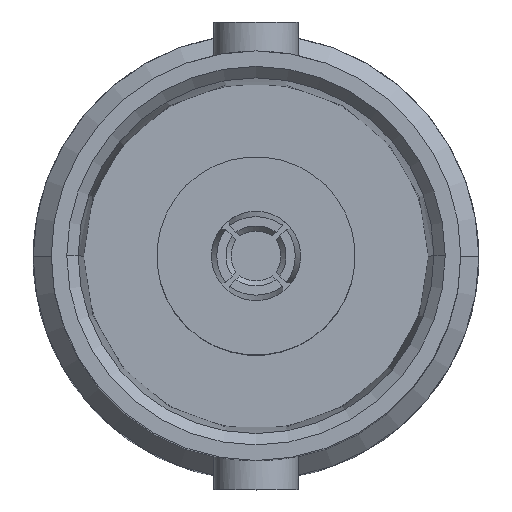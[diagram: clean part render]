
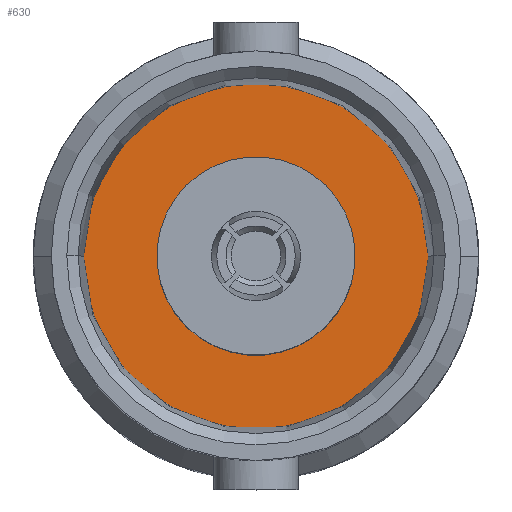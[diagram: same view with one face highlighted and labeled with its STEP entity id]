
A CAD part, top view. The second image highlights one B-rep face of the part: STEP entity #630.
In plain terms, the highlighted planar face has unit normal (0, 0, 1).
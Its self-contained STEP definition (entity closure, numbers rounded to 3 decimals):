
#571 = VERTEX_POINT('',#572);
#572 = CARTESIAN_POINT('',(-4.064,0.,5.093));
#578 = EDGE_CURVE('',#571,#579,#581,.T.);
#579 = VERTEX_POINT('',#580);
#580 = CARTESIAN_POINT('',(4.064,0.,5.093));
#581 = CIRCLE('',#582,4.064);
#582 = AXIS2_PLACEMENT_3D('',#583,#584,#585);
#583 = CARTESIAN_POINT('',(0.,0.,5.093));
#584 = DIRECTION('',(0.,0.,1.));
#585 = DIRECTION('',(-1.,0.,0.));
#601 = EDGE_CURVE('',#579,#602,#604,.T.);
#602 = VERTEX_POINT('',#603);
#603 = CARTESIAN_POINT('',(0.,4.064,5.093));
#604 = CIRCLE('',#605,4.064);
#605 = AXIS2_PLACEMENT_3D('',#606,#607,#608);
#606 = CARTESIAN_POINT('',(0.,0.,5.093));
#607 = DIRECTION('',(0.,0.,1.));
#608 = DIRECTION('',(1.,0.,-0.));
#610 = EDGE_CURVE('',#602,#571,#611,.T.);
#611 = CIRCLE('',#612,4.064);
#612 = AXIS2_PLACEMENT_3D('',#613,#614,#615);
#613 = CARTESIAN_POINT('',(0.,0.,5.093));
#614 = DIRECTION('',(0.,-0.,1.));
#615 = DIRECTION('',(0.,1.,0.));
#630 = ADVANCED_FACE('',(#631,#636),#656,.T.);
#631 = FACE_BOUND('',#632,.F.);
#632 = EDGE_LOOP('',(#633,#634,#635));
#633 = ORIENTED_EDGE('',*,*,#601,.F.);
#634 = ORIENTED_EDGE('',*,*,#578,.F.);
#635 = ORIENTED_EDGE('',*,*,#610,.F.);
#636 = FACE_BOUND('',#637,.F.);
#637 = EDGE_LOOP('',(#638,#649));
#638 = ORIENTED_EDGE('',*,*,#639,.F.);
#639 = EDGE_CURVE('',#640,#642,#644,.T.);
#640 = VERTEX_POINT('',#641);
#641 = CARTESIAN_POINT('',(1.652,-1.652,5.093));
#642 = VERTEX_POINT('',#643);
#643 = CARTESIAN_POINT('',(-1.652,1.652,5.093));
#644 = CIRCLE('',#645,2.337);
#645 = AXIS2_PLACEMENT_3D('',#646,#647,#648);
#646 = CARTESIAN_POINT('',(0.,0.,5.093));
#647 = DIRECTION('',(0.,0.,-1.));
#648 = DIRECTION('',(0.707,-0.707,0.));
#649 = ORIENTED_EDGE('',*,*,#650,.F.);
#650 = EDGE_CURVE('',#642,#640,#651,.T.);
#651 = CIRCLE('',#652,2.337);
#652 = AXIS2_PLACEMENT_3D('',#653,#654,#655);
#653 = CARTESIAN_POINT('',(0.,0.,5.093));
#654 = DIRECTION('',(0.,0.,-1.));
#655 = DIRECTION('',(-0.707,0.707,0.));
#656 = PLANE('',#657);
#657 = AXIS2_PLACEMENT_3D('',#658,#659,#660);
#658 = CARTESIAN_POINT('',(0.,0.,5.093));
#659 = DIRECTION('',(0.,0.,1.));
#660 = DIRECTION('',(-1.,0.,0.));
